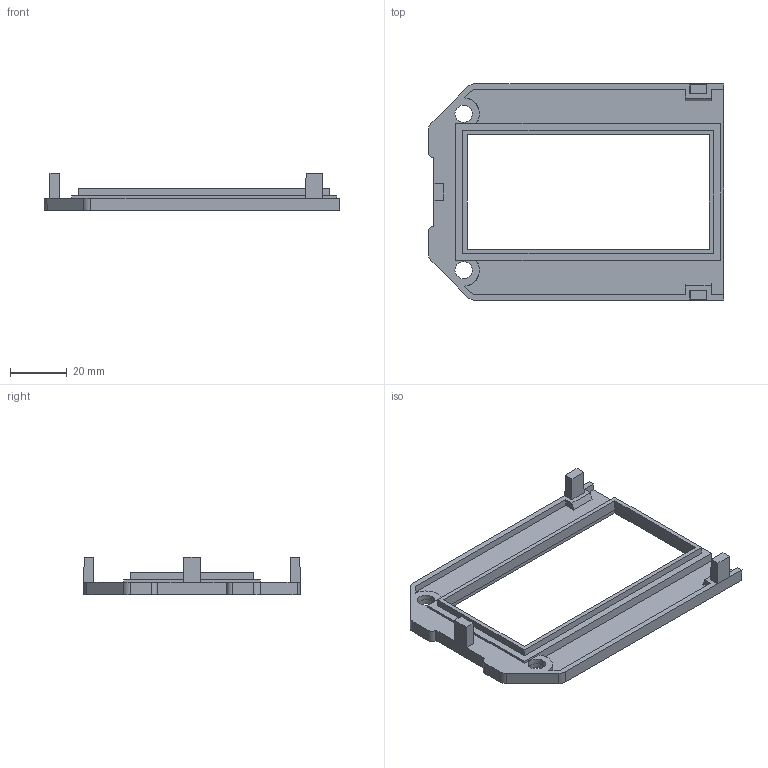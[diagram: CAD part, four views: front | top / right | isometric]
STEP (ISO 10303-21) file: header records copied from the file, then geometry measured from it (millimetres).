
FILE_DESCRIPTION((''),'2;1');
FILE_NAME('PA_TNT0TC4T2UH4A7NN427MJOJC-740','2015-07-07T',('AndreasKeweloh'),(''),'CREO PARAMETRIC BY PTC INC, 2015080','CREO PARAMETRIC BY PTC INC, 2015080','');
FILE_SCHEMA(('CONFIG_CONTROL_DESIGN'));
Length unit declared in the file: millimetre
Products named in the file (1): PA_TNT0TC4T2UH4A7NN427MJOJC-740
Bounding box: 104 x 76 x 13.3 mm (x, y, z)
Volume: 13197 mm3; surface area: 14296.9 mm2
Topology: 1 solids, 1 shells, 77 faces, 207 edges, 136 vertices
Faces by surface type: plane 59, cone 12, cylinder 6
Entity records: 2470 total; most frequent: CARTESIAN_POINT 497, ORIENTED_EDGE 414, DIRECTION 368, EDGE_CURVE 207, VECTOR 166, LINE 166, VERTEX_POINT 136, AXIS2_PLACEMENT_3D 101
